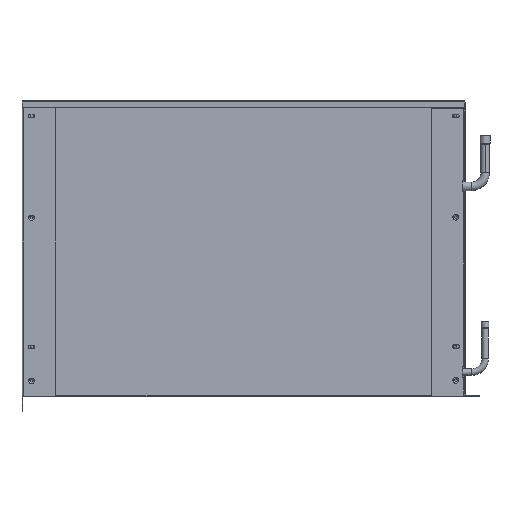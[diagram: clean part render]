
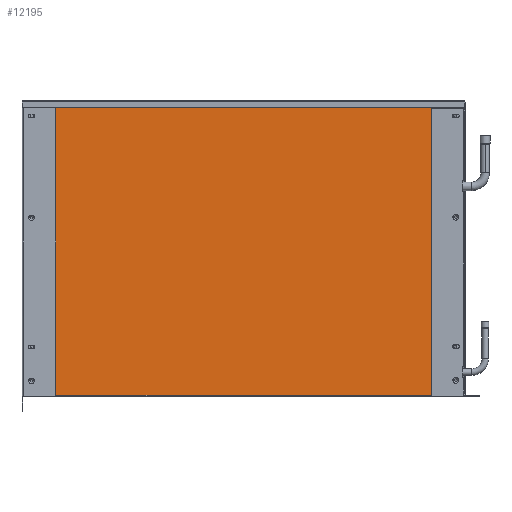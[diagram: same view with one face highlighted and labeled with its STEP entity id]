
A CAD part, top view. The second image highlights one B-rep face of the part: STEP entity #12195.
In plain terms, the highlighted face is planar.
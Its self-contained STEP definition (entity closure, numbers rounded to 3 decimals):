
#12054=DIRECTION('',(0.,1.,0.));
#12055=VECTOR('',#12054,425.2);
#12056=CARTESIAN_POINT('',(316.967,-190.554,-7.4));
#12057=LINE('',#12056,#12055);
#12062=DIRECTION('',(1.,0.,0.));
#12063=VECTOR('',#12062,582.);
#12064=CARTESIAN_POINT('',(-265.033,234.646,-7.4));
#12065=LINE('',#12064,#12063);
#12066=DIRECTION('',(-1.,0.,0.));
#12067=VECTOR('',#12066,582.);
#12068=CARTESIAN_POINT('',(316.967,-190.554,-7.4));
#12069=LINE('',#12068,#12067);
#12070=DIRECTION('',(0.,-1.,0.));
#12071=VECTOR('',#12070,425.2);
#12072=CARTESIAN_POINT('',(-265.033,234.646,-7.4));
#12073=LINE('',#12072,#12071);
#12106=CARTESIAN_POINT('',(-265.033,234.646,-7.4));
#12107=CARTESIAN_POINT('',(-265.033,-190.554,-7.4));
#12108=VERTEX_POINT('',#12106);
#12109=VERTEX_POINT('',#12107);
#12122=CARTESIAN_POINT('',(316.967,234.646,-7.4));
#12123=VERTEX_POINT('',#12122);
#12128=CARTESIAN_POINT('',(316.967,-190.554,-7.4));
#12129=VERTEX_POINT('',#12128);
#12182=CARTESIAN_POINT('',(-271.033,234.646,-7.4));
#12183=DIRECTION('',(0.,0.,1.));
#12184=DIRECTION('',(1.,0.,0.));
#12185=AXIS2_PLACEMENT_3D('',#12182,#12183,#12184);
#12186=PLANE('',#12185);
#12187=ORIENTED_EDGE('',*,*,#12141,.F.);
#12189=ORIENTED_EDGE('',*,*,#12188,.T.);
#12191=ORIENTED_EDGE('',*,*,#12190,.F.);
#12192=ORIENTED_EDGE('',*,*,#12171,.T.);
#12193=EDGE_LOOP('',(#12187,#12189,#12191,#12192));
#12194=FACE_OUTER_BOUND('',#12193,.F.);
#12195=ADVANCED_FACE('',(#12194),#12186,.F.);
#12141=EDGE_CURVE('',#12108,#12123,#12065,.T.);
#12171=EDGE_CURVE('',#12129,#12123,#12057,.T.);
#12188=EDGE_CURVE('',#12108,#12109,#12073,.T.);
#12190=EDGE_CURVE('',#12129,#12109,#12069,.T.);
